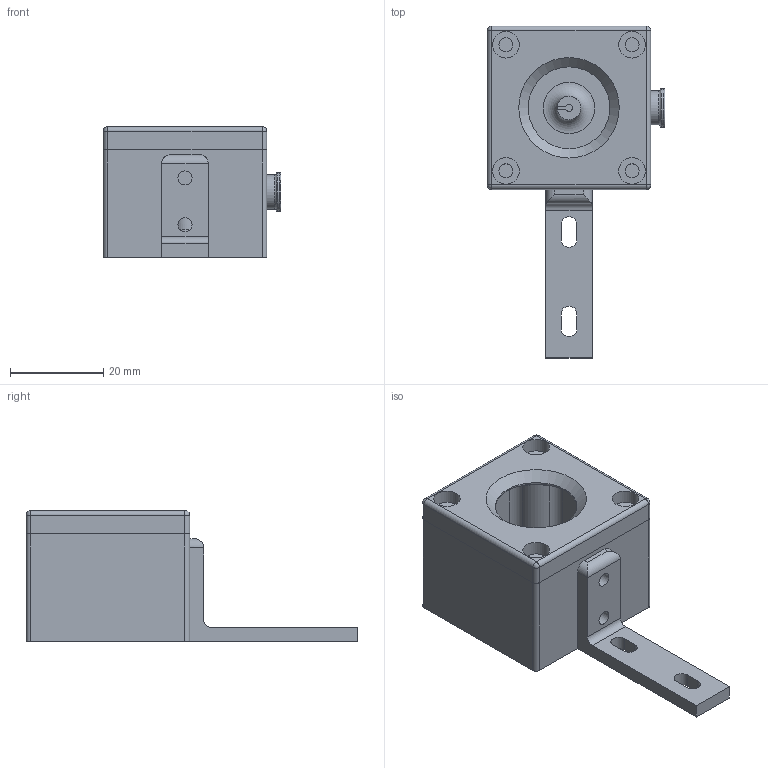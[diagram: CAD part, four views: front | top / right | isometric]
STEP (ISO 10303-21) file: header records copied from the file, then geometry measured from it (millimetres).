
FILE_DESCRIPTION(/* description */ (''),/* implementation_level */ '2;1');
FILE_NAME(/* name */ 'Analog Stick Housing.step',/* time_stamp */ '2021-04-17T11:31:26-04:00',/* author */ (''),/* organization */ (''),/* preprocessor_version */ 'ST-DEVELOPER v18.1',/* originating_system */ 'Autodesk Translation Framework v10.6.0.1341',/* authorisation */ '');
FILE_SCHEMA (('AUTOMOTIVE_DESIGN { 1 0 10303 214 3 1 1 }'));
Length unit declared in the file: millimetre
Products named in the file (1): Analog Stick Housing
Bounding box: 38 x 71 x 28 mm (x, y, z)
Volume: 17263.6 mm3; surface area: 12723.7 mm2
Topology: 3 solids, 3 shells, 106 faces, 251 edges, 162 vertices
Faces by surface type: cylinder 54, plane 42, sphere 5, torus 4, cone 1
Full cylindrical faces by diameter (mm): 3 x12, 5 x1, 5.3 x1, 5.7 x4, 7.3 x1, 8.3 x1, 17.5 x1
Entity records: 3176 total; most frequent: DIRECTION 588, CARTESIAN_POINT 520, ORIENTED_EDGE 502, EDGE_CURVE 251, AXIS2_PLACEMENT_3D 230, VERTEX_POINT 162, EDGE_LOOP 141, LINE 128
